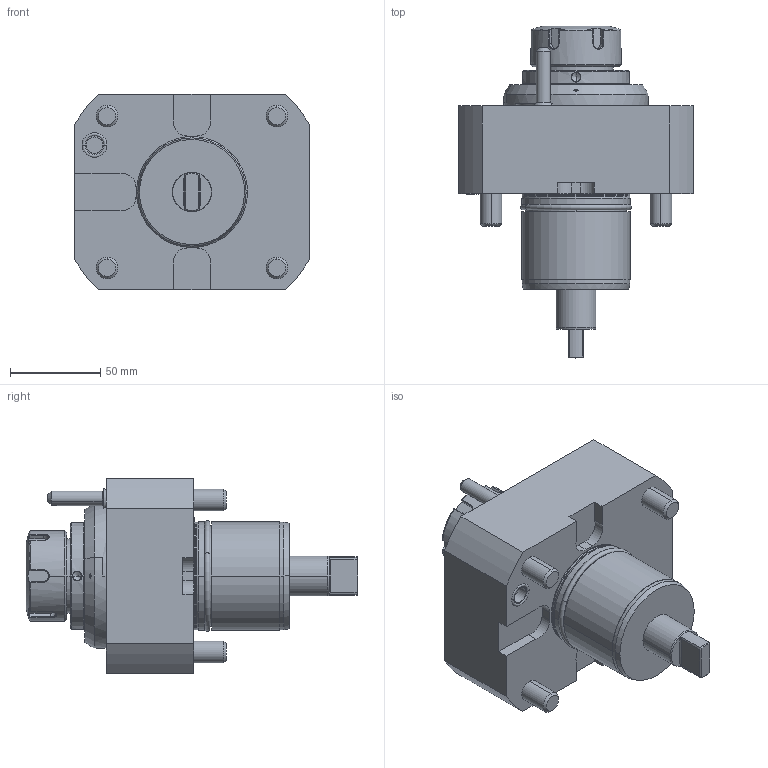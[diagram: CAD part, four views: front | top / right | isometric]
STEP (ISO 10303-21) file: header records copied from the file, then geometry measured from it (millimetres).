
FILE_DESCRIPTION((''),'2;1');
FILE_NAME('NGT2_60_101_32_1_MS','2022-08-16T',('vali'),('NOVA GRUP'),'PRO/ENGINEER BY PARAMETRIC TECHNOLOGY CORPORATION, 2010280','PRO/ENGINEER BY PARAMETRIC TECHNOLOGY CORPORATION, 2010280','');
FILE_SCHEMA(('CONFIG_CONTROL_DESIGN'));
Length unit declared in the file: millimetre
Products named in the file (1): NGT2_60_101_32_1_MS
Bounding box: 130 x 183.8 x 108 mm (x, y, z)
Volume: 941097.6 mm3; surface area: 81187.9 mm2
Topology: 2 solids, 2 shells, 274 faces, 657 edges, 403 vertices
Faces by surface type: plane 94, cylinder 81, cone 49, bspline 28, torus 20, sphere 2
Entity records: 12466 total; most frequent: CARTESIAN_POINT 6324, ORIENTED_EDGE 1298, DIRECTION 1205, EDGE_CURVE 649, AXIS2_PLACEMENT_3D 463, VERTEX_POINT 403, EDGE_LOOP 300, VECTOR 279
